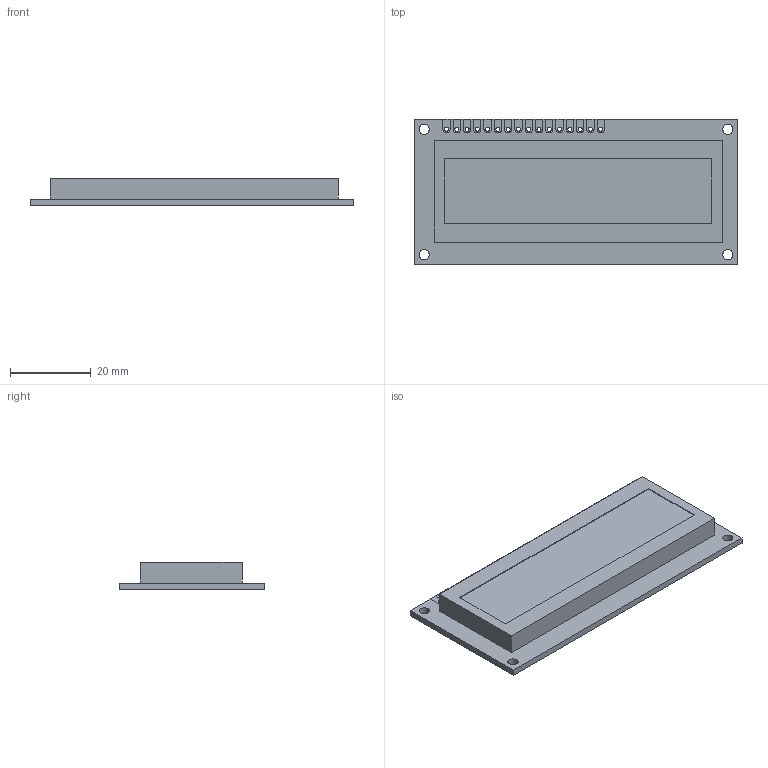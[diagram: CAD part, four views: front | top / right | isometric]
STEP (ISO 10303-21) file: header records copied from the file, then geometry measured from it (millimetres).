
FILE_DESCRIPTION(/* description */ ('Unknown'),/* implementation_level */ '2;1');
FILE_NAME(/* name */ 'lcd 16_2 HD44780',/* time_stamp */ '2025-02-02T10:38:09+01:00',/* author */ ('Unknown'),/* organization */ ('Unknown'),/* preprocessor_version */ 'ST-DEVELOPER v19.4',/* originating_system */ 'Solid Edge',/* authorisation */ 'Unknown');
FILE_SCHEMA (('AUTOMOTIVE_DESIGN {1 0 10303 214 3 1 1}'));
Length unit declared in the file: millimetre
Products named in the file (1): lcd 16_2 HD44780
Bounding box: 80 x 36 x 6.7 mm (x, y, z)
Volume: 13495.5 mm3; surface area: 7213.8 mm2
Topology: 1 solids, 1 shells, 100 faces, 304 edges, 208 vertices
Faces by surface type: plane 64, cylinder 36
Full cylindrical faces by diameter (mm): 1 x16, 2.5 x4
Entity records: 3991 total; most frequent: CARTESIAN_POINT 561, DIRECTION 542, ORIENTED_EDGE 536, EDGE_CURVE 268, LINE 196, VECTOR 196, VERTEX_POINT 192, AXIS2_PLACEMENT_3D 173
